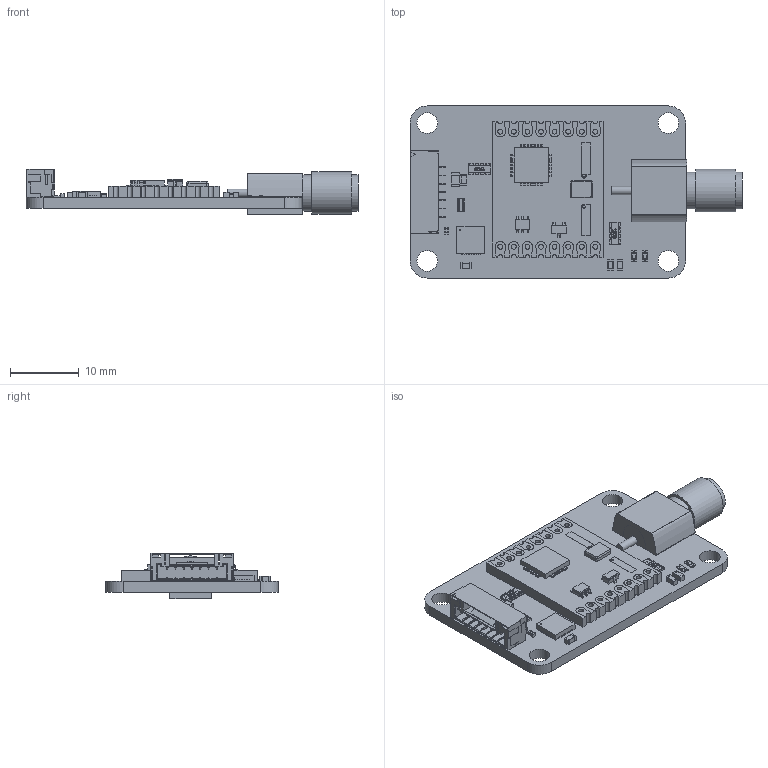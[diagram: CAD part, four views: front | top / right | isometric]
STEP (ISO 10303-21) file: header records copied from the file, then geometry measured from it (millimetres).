
FILE_DESCRIPTION(('FreeCAD Model'),'2;1');
FILE_NAME( 'remote.step', '2018-02-28T15:56:04',('kicad StepUp'),('ksu MCAD'), 'Open CASCADE STEP processor 6.8','FreeCAD','Unknown');
FILE_SCHEMA(('AUTOMOTIVE_DESIGN_CC2 { 1 2 10303 214 -1 1 5 4 }'));
Length unit declared in the file: millimetre
Products named in the file (16): Pcb; C_0402_; C_0603_; C_0603_001; C_0603_002; C_0603_003; BrickletConn_7pin_; Cut_; R_4x0603_; QFN-24_4x4mm_Pitch0.5mm_; R_4x0603_001; C_0805_; Remote_Modul_; FT-004B_; D_0603_blue_; Fusion_
Bounding box: 48.19 x 25 x 6.64 mm (x, y, z)
Volume: 2649.9 mm3; surface area: 4128.9 mm2
Topology: 23 solids, 23 shells, 2395 faces, 6736 edges, 4358 vertices
Faces by surface type: plane 1647, cylinder 414, bspline 332, extrusion 2
Full cylindrical faces by diameter (mm): 0.4 x2, 0.7 x16, 1.2 x1, 3 x4, 4.5 x1, 4.6 x1, 5.3 x2, 6.18 x1
Entity records: 96496 total; most frequent: CARTESIAN_POINT 19870, ORIENTED_EDGE 13360, DIRECTION 10872, EDGE_CURVE 6680, VECTOR 5288, LINE 5286, VERTEX_POINT 4358, AXIS2_PLACEMENT_3D 2792
